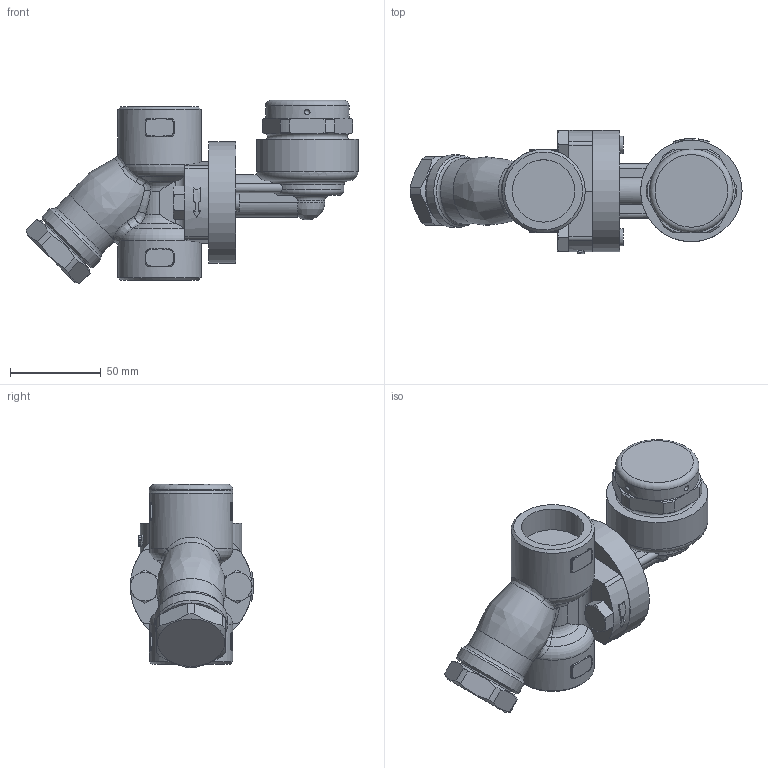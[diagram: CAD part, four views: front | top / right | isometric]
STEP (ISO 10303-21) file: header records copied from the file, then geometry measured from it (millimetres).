
FILE_DESCRIPTION(/* description */ (''),/* implementation_level */ '2;1');
FILE_NAME(/* name */ 'fp46u-025-sw000-00.stp',/* time_stamp */ '2019-10-04T10:18:54+09:00',/* author */ ('nakaot'),/* organization */ (''),/* preprocessor_version */ 'ST-DEVELOPER v18',/* originating_system */ 'Autodesk Inventor 2020',/* authorisation */ '');
FILE_SCHEMA (('AUTOMOTIVE_DESIGN { 1 0 10303 214 3 1 1 }'));
Length unit declared in the file: millimetre
Products named in the file (1): p46u-025-sw000-00
Bounding box: 183.41 x 68 x 101.29 mm (x, y, z)
Volume: 370453.2 mm3; surface area: 60188.3 mm2
Topology: 1 solids, 1 shells, 338 faces, 868 edges, 531 vertices
Faces by surface type: plane 130, cylinder 101, bspline 38, cone 34, torus 31, sphere 4
Full cylindrical faces by diameter (mm): 9.5 x4, 10.5 x2, 32 x1, 34.5 x2, 35 x1, 36 x2, 40 x1, 46 x2, 46.1 x1, 56 x1, 67 x1
Entity records: 12376 total; most frequent: CARTESIAN_POINT 4570, ORIENTED_EDGE 1686, DIRECTION 1579, EDGE_CURVE 843, AXIS2_PLACEMENT_3D 642, VERTEX_POINT 531, EDGE_LOOP 366, FACE_OUTER_BOUND 338
